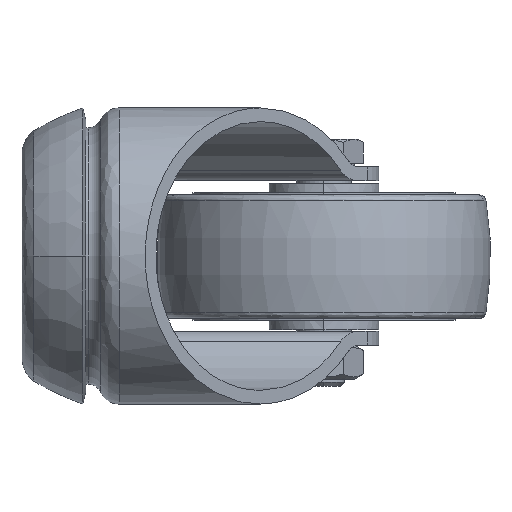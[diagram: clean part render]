
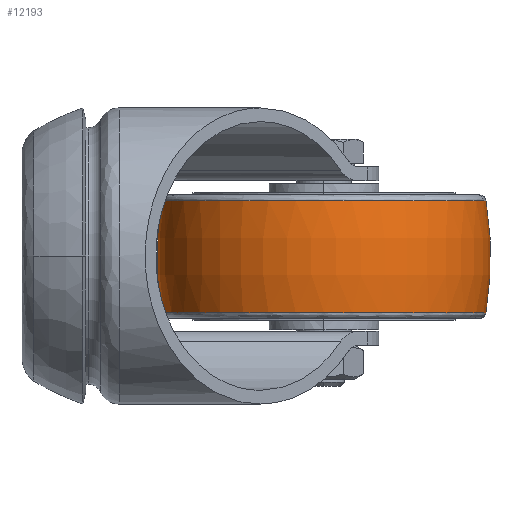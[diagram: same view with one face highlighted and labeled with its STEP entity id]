
A CAD part, left-side view. The second image highlights one B-rep face of the part: STEP entity #12193.
In plain terms, the highlighted toroidal (fillet/blend) face has major radius 26.725 mm and minor radius 51.025 mm.
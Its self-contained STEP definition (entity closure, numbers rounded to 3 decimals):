
#358 = AXIS2_PLACEMENT_3D ( 'NONE', #1997, #5106, #4066 ) ;
#481 = DIRECTION ( 'NONE',  ( -1., 0., 0. ) ) ;
#1052 = ORIENTED_EDGE ( 'NONE', *, *, #2757, .T. ) ;
#1137 = ORIENTED_EDGE ( 'NONE', *, *, #3929, .T. ) ;
#1324 = AXIS2_PLACEMENT_3D ( 'NONE', #7159, #2836, #11319 ) ;
#1997 = CARTESIAN_POINT ( 'NONE',  ( 25., -59.125, -0.1 ) ) ;
#2105 = VERTEX_POINT ( 'NONE', #3099 ) ;
#2757 = EDGE_CURVE ( 'NONE', #10806, #8642, #10480, .T. ) ;
#2781 = EDGE_CURVE ( 'NONE', #2105, #13084, #13588, .T. ) ;
#2836 = DIRECTION ( 'NONE',  ( 0., 0., 1. ) ) ;
#3099 = CARTESIAN_POINT ( 'NONE',  ( 25., -56.043, 8.06 ) ) ;
#3454 = CARTESIAN_POINT ( 'NONE',  ( 25., -5.675, -0.1 ) ) ;
#3855 = DIRECTION ( 'NONE',  ( 0., -1., 0. ) ) ;
#3929 = EDGE_CURVE ( 'NONE', #8642, #2105, #7221, .T. ) ;
#4066 = DIRECTION ( 'NONE',  ( 0., 1., 0. ) ) ;
#4299 = AXIS2_PLACEMENT_3D ( 'NONE', #8064, #12473, #3855 ) ;
#4913 = CARTESIAN_POINT ( 'NONE',  ( 25., -8.757, 8.06 ) ) ;
#5106 = DIRECTION ( 'NONE',  ( 1., 0., 0. ) ) ;
#6931 = AXIS2_PLACEMENT_3D ( 'NONE', #12683, #12884, #10750 ) ;
#7159 = CARTESIAN_POINT ( 'NONE',  ( 25., -32.4, -0.1 ) ) ;
#7200 = ORIENTED_EDGE ( 'NONE', *, *, #9574, .F. ) ;
#7221 = CIRCLE ( 'NONE', #11861, 51.025 ) ;
#7666 = DIRECTION ( 'NONE',  ( 0., 0., 1. ) ) ;
#8064 = CARTESIAN_POINT ( 'NONE',  ( 25., -32.4, -8.26 ) ) ;
#8642 = VERTEX_POINT ( 'NONE', #11540 ) ;
#9574 = EDGE_CURVE ( 'NONE', #10806, #13084, #13592, .T. ) ;
#10480 = CIRCLE ( 'NONE', #4299, 23.643 ) ;
#10579 = ORIENTED_EDGE ( 'NONE', *, *, #2781, .T. ) ;
#10750 = DIRECTION ( 'NONE',  ( 0., -1., 0. ) ) ;
#10806 = VERTEX_POINT ( 'NONE', #13031 ) ;
#11319 = DIRECTION ( 'NONE',  ( 0., -1., 0. ) ) ;
#11530 = EDGE_LOOP ( 'NONE', ( #7200, #1052, #1137, #10579 ) ) ;
#11540 = CARTESIAN_POINT ( 'NONE',  ( 25., -56.043, -8.26 ) ) ;
#11861 = AXIS2_PLACEMENT_3D ( 'NONE', #3454, #481, #7666 ) ;
#11876 = TOROIDAL_SURFACE ( 'NONE', #1324, -26.725, 51.025 ) ;
#11941 = FACE_OUTER_BOUND ( 'NONE', #11530, .T. ) ;
#12193 = ADVANCED_FACE ( 'NONE', ( #11941 ), #11876, .T. ) ;
#12473 = DIRECTION ( 'NONE',  ( 0., 0., 1. ) ) ;
#12683 = CARTESIAN_POINT ( 'NONE',  ( 25., -32.4, 8.06 ) ) ;
#12884 = DIRECTION ( 'NONE',  ( 0., 0., -1. ) ) ;
#13031 = CARTESIAN_POINT ( 'NONE',  ( 25., -8.757, -8.26 ) ) ;
#13084 = VERTEX_POINT ( 'NONE', #4913 ) ;
#13588 = CIRCLE ( 'NONE', #6931, 23.643 ) ;
#13592 = CIRCLE ( 'NONE', #358, 51.025 ) ;
